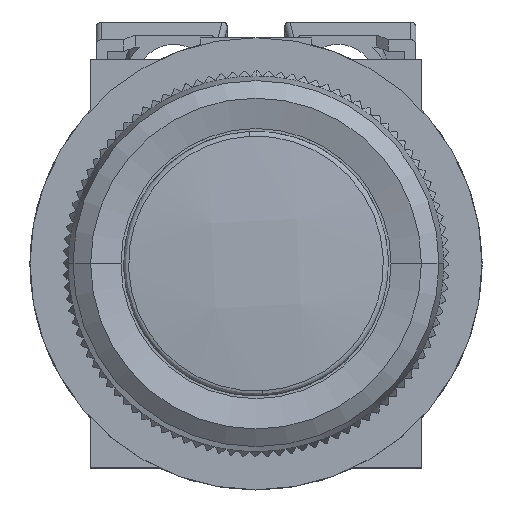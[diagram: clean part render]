
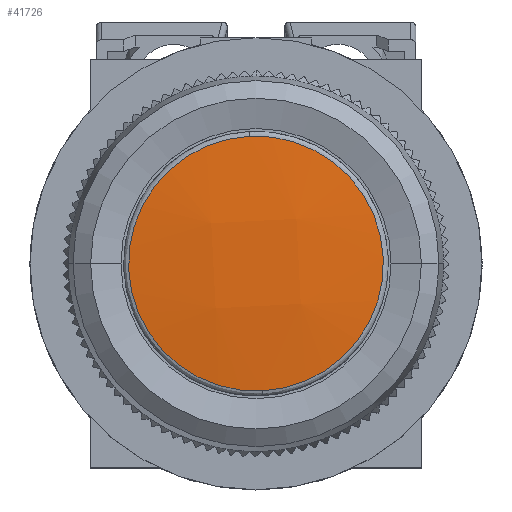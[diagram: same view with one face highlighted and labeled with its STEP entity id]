
A CAD part, top view. The second image highlights one B-rep face of the part: STEP entity #41726.
In plain terms, the highlighted free-form (B-spline) face has degree [3, 3] with [4, 4] control points.
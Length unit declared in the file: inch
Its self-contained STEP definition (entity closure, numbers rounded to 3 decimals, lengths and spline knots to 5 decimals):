
#455 = CARTESIAN_POINT ( 'NONE',  ( 0.46927, -0.12932, 0.71012 ) ) ;
#677 = CARTESIAN_POINT ( 'NONE',  ( 0.14663, 0.16226, 0.74653 ) ) ;
#1519 = CARTESIAN_POINT ( 'NONE',  ( -0.48481, 0.43308, 0.67431 ) ) ;
#1719 = CARTESIAN_POINT ( 'NONE',  ( 0.17811, -0.45302, 0.71037 ) ) ;
#3517 = VERTEX_POINT ( 'NONE', #43068 ) ;
#4832 = CIRCLE ( 'NONE', #54635, 0.45503 ) ;
#6070 = CARTESIAN_POINT ( 'NONE',  ( -0.17811, 0.45302, 0.71037 ) ) ;
#8717 = CIRCLE ( 'NONE', #59670, 0.45503 ) ;
#15504 =( BOUNDED_SURFACE ( )  B_SPLINE_SURFACE ( 3, 3, ( 
 ( #20005, #54258, #455, #20207 ),
 ( #30085, #677, #50805, #1719 ),
 ( #6070, #31125, #40332, #60450 ),
 ( #1519, #16109, #26215, #20654 ) ),
 .UNSPECIFIED., .F., .F., .F. ) 
 B_SPLINE_SURFACE_WITH_KNOTS ( ( 4, 4 ),
 ( 4, 4 ),
 ( 0., 1. ),
 ( 0., 1. ),
 .UNSPECIFIED. ) 
 GEOMETRIC_REPRESENTATION_ITEM ( )  RATIONAL_B_SPLINE_SURFACE ( (
 ( 1., 0.995, 0.995, 1.),
 ( 0.995, 0.991, 0.991, 0.995),
 ( 0.995, 0.991, 0.991, 0.995),
 ( 1., 0.995, 0.995, 1.) ) ) 
 REPRESENTATION_ITEM ( '' )  SURFACE ( )  );
#16109 = CARTESIAN_POINT ( 'NONE',  ( -0.46927, 0.12932, 0.71012 ) ) ;
#20005 = CARTESIAN_POINT ( 'NONE',  ( 0.43808, 0.4803, 0.67431 ) ) ;
#20207 = CARTESIAN_POINT ( 'NONE',  ( 0.48481, -0.43308, 0.67431 ) ) ;
#20567 = CARTESIAN_POINT ( 'NONE',  ( -0.02325, 0.45444, 0.70196 ) ) ;
#20654 = CARTESIAN_POINT ( 'NONE',  ( -0.43808, -0.4803, 0.67431 ) ) ;
#21234 = VERTEX_POINT ( 'NONE', #20567 ) ;
#23991 = DIRECTION ( 'NONE',  ( -0.051, 0.999, 0. ) ) ;
#24815 = DIRECTION ( 'NONE',  ( 0., 0., 1. ) ) ;
#24991 = DIRECTION ( 'NONE',  ( -0.051, 0.999, 0. ) ) ;
#25444 = EDGE_CURVE ( 'NONE', #21234, #3517, #4832, .T. ) ;
#26215 = CARTESIAN_POINT ( 'NONE',  ( -0.45362, -0.17654, 0.71012 ) ) ;
#30085 = CARTESIAN_POINT ( 'NONE',  ( 0.13094, 0.46884, 0.71037 ) ) ;
#31125 = CARTESIAN_POINT ( 'NONE',  ( -0.16242, 0.14644, 0.74653 ) ) ;
#35609 = CARTESIAN_POINT ( 'NONE',  ( 0., 0., 0.70196 ) ) ;
#40332 = CARTESIAN_POINT ( 'NONE',  ( -0.14663, -0.16226, 0.74653 ) ) ;
#41726 = ADVANCED_FACE ( 'NONE', ( #58018 ), #15504, .T. ) ;
#43068 = CARTESIAN_POINT ( 'NONE',  ( 0.02325, -0.45444, 0.70196 ) ) ;
#45061 = EDGE_CURVE ( 'NONE', #3517, #21234, #8717, .T. ) ;
#50259 = ORIENTED_EDGE ( 'NONE', *, *, #25444, .T. ) ;
#50805 = CARTESIAN_POINT ( 'NONE',  ( 0.16242, -0.14644, 0.74653 ) ) ;
#54141 = CARTESIAN_POINT ( 'NONE',  ( 0., 0., 0.70196 ) ) ;
#54258 = CARTESIAN_POINT ( 'NONE',  ( 0.45362, 0.17654, 0.71012 ) ) ;
#54318 = DIRECTION ( 'NONE',  ( 0., 0., 1. ) ) ;
#54466 = ORIENTED_EDGE ( 'NONE', *, *, #45061, .T. ) ;
#54635 = AXIS2_PLACEMENT_3D ( 'NONE', #35609, #54318, #24991 ) ;
#56860 = EDGE_LOOP ( 'NONE', ( #50259, #54466 ) ) ;
#58018 = FACE_OUTER_BOUND ( 'NONE', #56860, .T. ) ;
#59670 = AXIS2_PLACEMENT_3D ( 'NONE', #54141, #24815, #23991 ) ;
#60450 = CARTESIAN_POINT ( 'NONE',  ( -0.13094, -0.46884, 0.71037 ) ) ;
